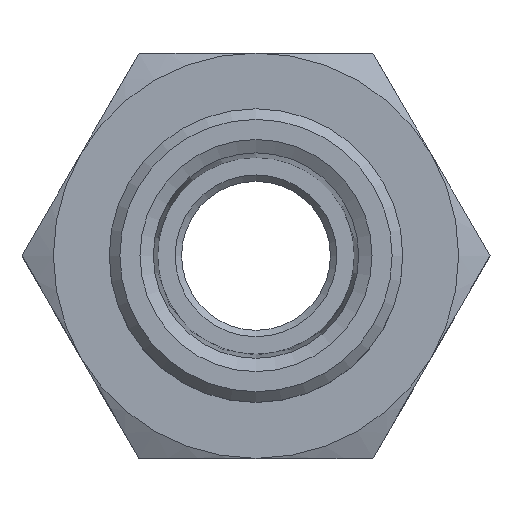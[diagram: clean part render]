
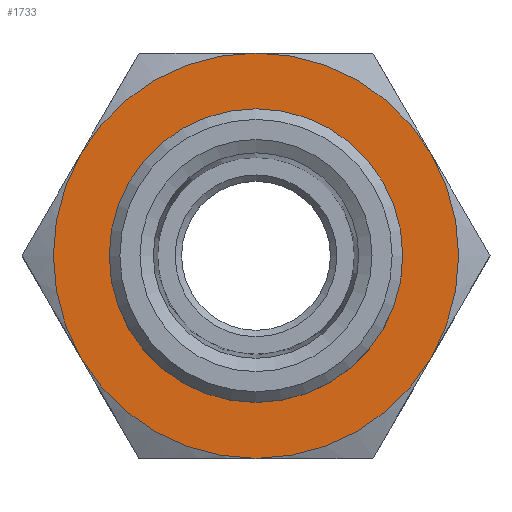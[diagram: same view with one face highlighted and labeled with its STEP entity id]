
A CAD part, top view. The second image highlights one B-rep face of the part: STEP entity #1733.
In plain terms, the highlighted planar face has unit normal (0, 0, 1).
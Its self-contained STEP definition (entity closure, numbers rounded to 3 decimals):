
#412=ORIENTED_EDGE('',*,*,#681,.F.);
#413=ORIENTED_EDGE('',*,*,#682,.F.);
#414=ORIENTED_EDGE('',*,*,#684,.F.);
#415=ORIENTED_EDGE('',*,*,#687,.F.);
#416=ORIENTED_EDGE('',*,*,#683,.F.);
#417=ORIENTED_EDGE('',*,*,#680,.F.);
#418=ORIENTED_EDGE('',*,*,#686,.T.);
#680=EDGE_CURVE('',#811,#819,#898,.T.);
#681=EDGE_CURVE('',#803,#811,#899,.T.);
#682=EDGE_CURVE('',#795,#803,#900,.T.);
#683=EDGE_CURVE('',#819,#827,#901,.T.);
#684=EDGE_CURVE('',#833,#795,#902,.T.);
#686=EDGE_CURVE('',#835,#835,#904,.T.);
#687=EDGE_CURVE('',#827,#833,#905,.T.);
#795=VERTEX_POINT('',#2497);
#803=VERTEX_POINT('',#2534);
#811=VERTEX_POINT('',#2571);
#819=VERTEX_POINT('',#2608);
#827=VERTEX_POINT('',#2645);
#833=VERTEX_POINT('',#2679);
#835=VERTEX_POINT('',#2699);
#898=CIRCLE('',#1862,9.525);
#899=CIRCLE('',#1864,9.525);
#900=CIRCLE('',#1866,9.525);
#901=CIRCLE('',#1868,9.525);
#902=CIRCLE('',#1870,9.525);
#904=CIRCLE('',#1874,6.9);
#905=CIRCLE('',#1876,9.525);
#1011=EDGE_LOOP('',(#412,#413,#414,#415,#416,#417));
#1012=EDGE_LOOP('',(#418));
#1137=FACE_BOUND('',#1011,.T.);
#1138=FACE_BOUND('',#1012,.T.);
#1199=PLANE('',#1875);
#1733=ADVANCED_FACE('',(#1137,#1138),#1199,.F.);
#1862=AXIS2_PLACEMENT_3D('',#2685,#2125,#2126);
#1864=AXIS2_PLACEMENT_3D('',#2687,#2129,#2130);
#1866=AXIS2_PLACEMENT_3D('',#2689,#2133,#2134);
#1868=AXIS2_PLACEMENT_3D('',#2691,#2137,#2138);
#1870=AXIS2_PLACEMENT_3D('',#2693,#2141,#2142);
#1874=AXIS2_PLACEMENT_3D('',#2698,#2149,#2150);
#1875=AXIS2_PLACEMENT_3D('',#2700,#2151,#2152);
#1876=AXIS2_PLACEMENT_3D('',#2701,#2153,#2154);
#2125=DIRECTION('',(0.,0.,-1.));
#2126=DIRECTION('',(-1.,0.,0.));
#2129=DIRECTION('',(0.,0.,-1.));
#2130=DIRECTION('',(-1.,0.,0.));
#2133=DIRECTION('',(0.,0.,-1.));
#2134=DIRECTION('',(-1.,0.,0.));
#2137=DIRECTION('',(0.,0.,-1.));
#2138=DIRECTION('',(-1.,0.,0.));
#2141=DIRECTION('',(0.,0.,-1.));
#2142=DIRECTION('',(-1.,0.,0.));
#2149=DIRECTION('',(0.,0.,-1.));
#2150=DIRECTION('',(-1.,0.,0.));
#2151=DIRECTION('',(0.,0.,-1.));
#2152=DIRECTION('',(-1.,0.,0.));
#2153=DIRECTION('',(0.,0.,-1.));
#2154=DIRECTION('',(-1.,0.,0.));
#2497=CARTESIAN_POINT('',(-8.249,4.763,-4.));
#2534=CARTESIAN_POINT('',(0.,9.525,-4.));
#2571=CARTESIAN_POINT('',(8.249,4.763,-4.));
#2608=CARTESIAN_POINT('',(8.249,-4.763,-4.));
#2645=CARTESIAN_POINT('',(0.,-9.525,-4.));
#2679=CARTESIAN_POINT('',(-8.249,-4.763,-4.));
#2685=CARTESIAN_POINT('',(0.,0.,-4.));
#2687=CARTESIAN_POINT('',(0.,0.,-4.));
#2689=CARTESIAN_POINT('',(0.,0.,-4.));
#2691=CARTESIAN_POINT('',(0.,0.,-4.));
#2693=CARTESIAN_POINT('',(0.,0.,-4.));
#2698=CARTESIAN_POINT('',(0.,0.,-4.));
#2699=CARTESIAN_POINT('',(-6.9,0.,-4.));
#2700=CARTESIAN_POINT('',(0.,6.9,-4.));
#2701=CARTESIAN_POINT('',(0.,0.,-4.));
